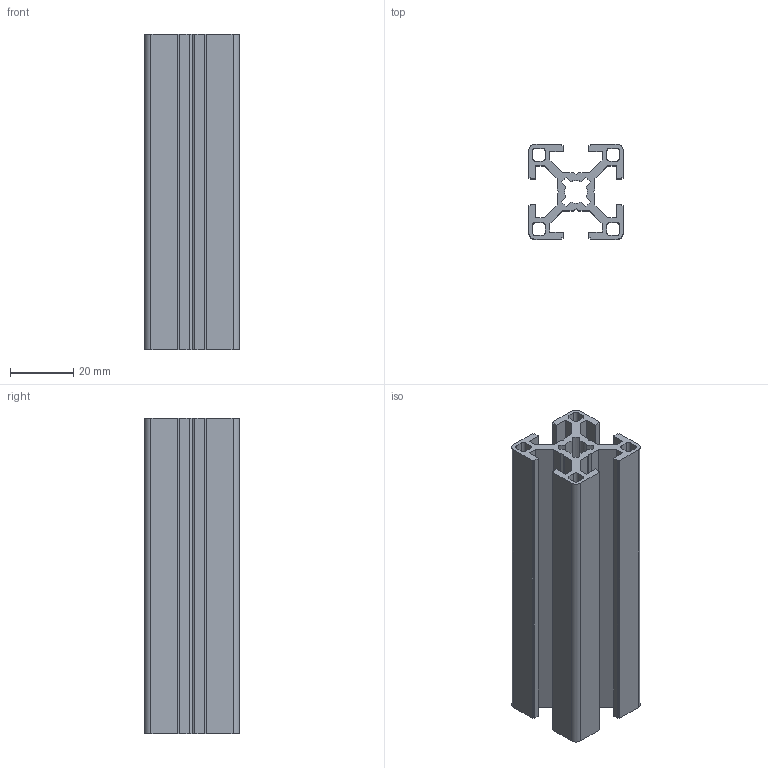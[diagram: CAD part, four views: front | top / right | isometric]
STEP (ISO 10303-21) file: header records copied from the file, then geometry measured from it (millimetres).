
FILE_DESCRIPTION(/* description */ ('Profil 30x30, řada 30-8'),/* implementation_level */ '2;1');
FILE_NAME(/* name */ '103038.stp',/* time_stamp */ '2023-01-24T12:02:19+01:00',/* author */ ('Machotka'),/* organization */ ('Alutec K&K'),/* preprocessor_version */ 'ST-DEVELOPER v18.1',/* originating_system */ 'Autodesk Inventor 2021',/* authorisation */ '');
FILE_SCHEMA (('AUTOMOTIVE_DESIGN { 1 0 10303 214 3 1 1 }'));
Length unit declared in the file: millimetre
Products named in the file (1): 103038
Bounding box: 30 x 30 x 100 mm (x, y, z)
Volume: 31423.3 mm3; surface area: 34004.1 mm2
Topology: 1 solids, 1 shells, 126 faces, 372 edges, 248 vertices
Faces by surface type: plane 98, cylinder 28
Entity records: 4233 total; most frequent: CARTESIAN_POINT 747, ORIENTED_EDGE 744, DIRECTION 682, EDGE_CURVE 372, LINE 316, VECTOR 316, VERTEX_POINT 248, AXIS2_PLACEMENT_3D 183
